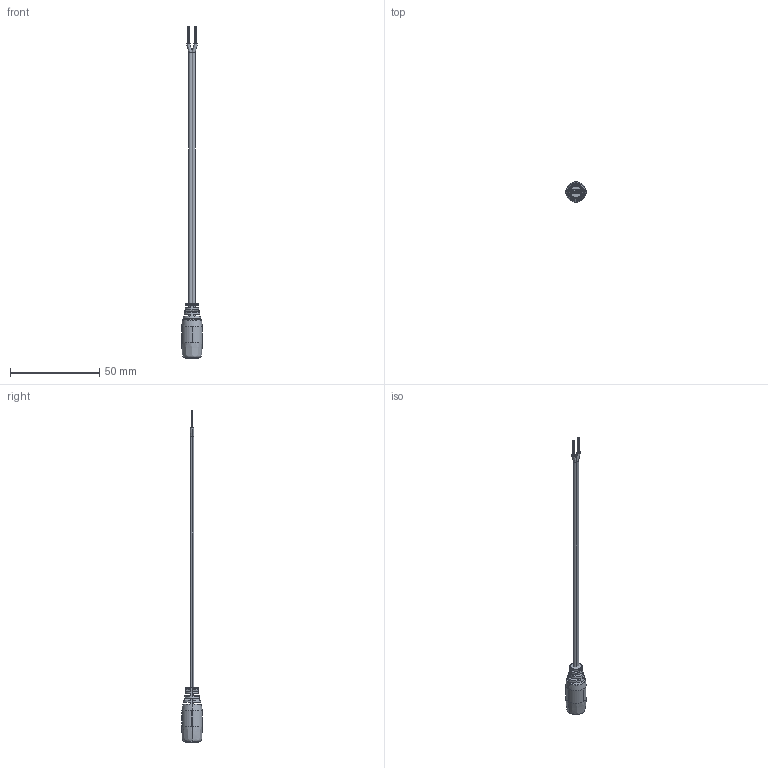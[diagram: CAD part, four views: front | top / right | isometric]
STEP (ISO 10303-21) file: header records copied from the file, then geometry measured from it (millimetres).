
FILE_DESCRIPTION (( 'STEP AP214' ), '1' );
FILE_NAME ('10-01100.STEP', '2015-10-16T17:26:02', ( 'Joel' ), ( 'Microsoft' ), 'SwSTEP 2.0', 'SolidWorks 2015', '' );
FILE_SCHEMA (( 'AUTOMOTIVE_DESIGN' ));
Length unit declared in the file: millimetre
Products named in the file (8): 10-01100; 30-00003_wst; 24-00004; 50-00333 shell; 50-00333 pin; 50-00333; 50-00333 spring contact; 50-00333 insulator
Assembly tree (7 placements, depth 3):
  10-01100
    30-00003_wst
    24-00004
    50-00333
      50-00333 shell
      50-00333 insulator
      50-00333 spring contact
      50-00333 pin
Bounding box: 11.4 x 11.4 x 186.06 mm (x, y, z)
Volume: 3143.1 mm3; surface area: 8883.3 mm2
Topology: 64 solids, 64 shells, 619 faces, 1357 edges, 871 vertices
Faces by surface type: plane 237, cylinder 227, bspline 101, torus 35, cone 17, sphere 2
Entity records: 24592 total; most frequent: CARTESIAN_POINT 7270, DIRECTION 2774, ORIENTED_EDGE 2702, EDGE_CURVE 1351, AXIS2_PLACEMENT_3D 1177, VERTEX_POINT 869, EDGE_LOOP 696, CIRCLE 648
